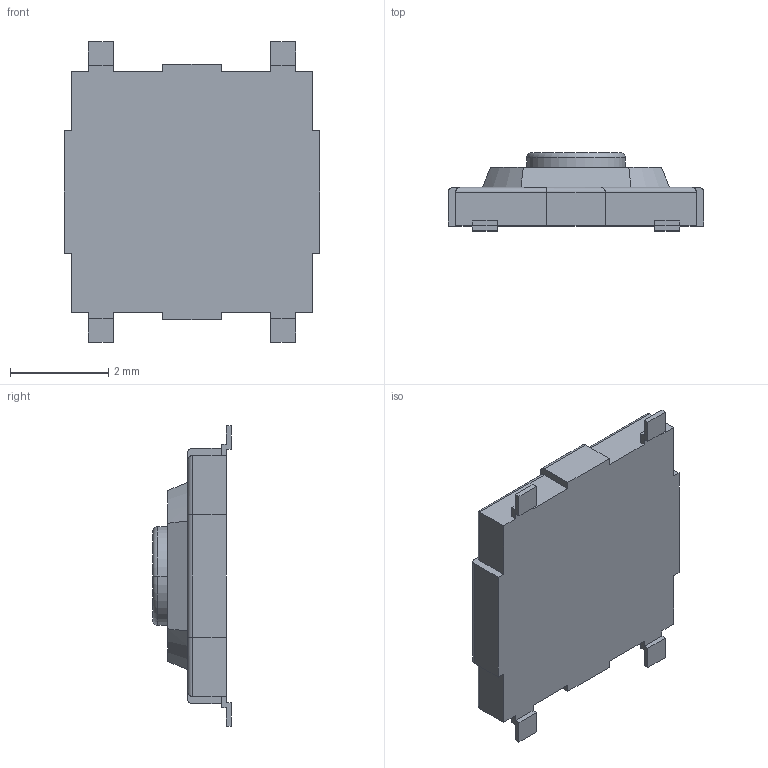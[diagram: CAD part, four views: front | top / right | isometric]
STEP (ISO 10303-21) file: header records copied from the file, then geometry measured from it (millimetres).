
FILE_DESCRIPTION((''),'2;1');
FILE_NAME('95C05BXGWRT','2014-02-28T',('Administrator'),(''),'PRO/ENGINEER BY PARAMETRIC TECHNOLOGY CORPORATION, 2006200','PRO/ENGINEER BY PARAMETRIC TECHNOLOGY CORPORATION, 2006200','');
FILE_SCHEMA(('CONFIG_CONTROL_DESIGN'));
Length unit declared in the file: inch
Products named in the file (1): 95C05BXGWRT
Bounding box: 5.21 x 1.6 x 6.12 mm (x, y, z)
Volume: 25.9 mm3; surface area: 74.5 mm2
Topology: 1 solids, 1 shells, 81 faces, 223 edges, 146 vertices
Faces by surface type: plane 60, cylinder 15, cone 4, torus 2
Entity records: 2648 total; most frequent: CARTESIAN_POINT 528, ORIENTED_EDGE 446, DIRECTION 401, EDGE_CURVE 223, VECTOR 179, LINE 179, VERTEX_POINT 146, AXIS2_PLACEMENT_3D 111
